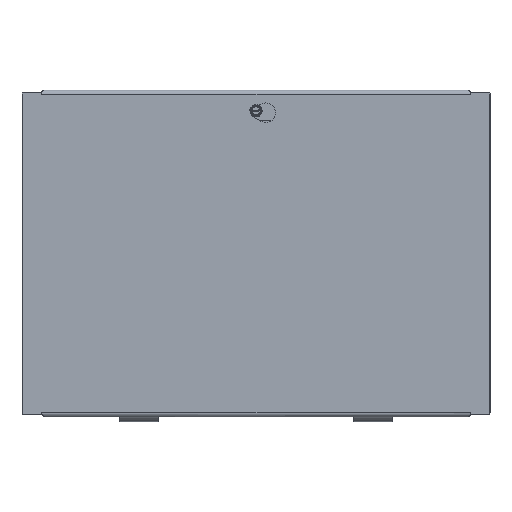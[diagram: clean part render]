
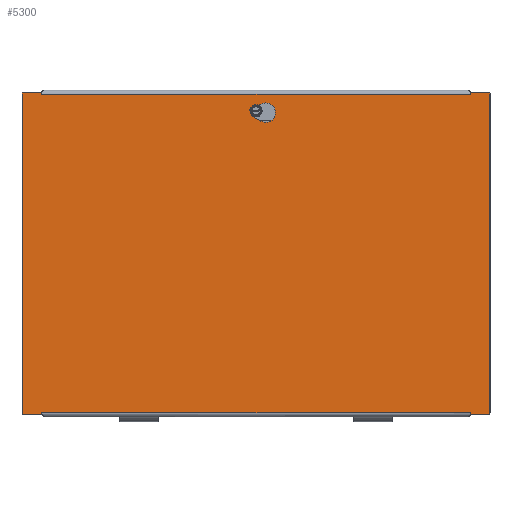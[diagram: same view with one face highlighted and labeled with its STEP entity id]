
A CAD part, top view. The second image highlights one B-rep face of the part: STEP entity #5300.
In plain terms, the highlighted planar face has unit normal (0, 0, 1).
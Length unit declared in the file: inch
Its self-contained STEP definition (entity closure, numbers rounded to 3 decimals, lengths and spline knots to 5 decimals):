
#447=LINE('',#8357,#944);
#451=LINE('',#8369,#948);
#454=LINE('',#8376,#951);
#456=LINE('',#8382,#953);
#459=LINE('',#8389,#956);
#463=LINE('',#8396,#960);
#465=LINE('',#8400,#962);
#466=LINE('',#8402,#963);
#467=LINE('',#8404,#964);
#468=LINE('',#8406,#965);
#469=LINE('',#8408,#966);
#470=LINE('',#8410,#967);
#471=LINE('',#8412,#968);
#472=LINE('',#8414,#969);
#473=LINE('',#8416,#970);
#474=LINE('',#8417,#971);
#475=LINE('',#8419,#972);
#476=LINE('',#8421,#973);
#477=LINE('',#8423,#974);
#478=LINE('',#8425,#975);
#479=LINE('',#8427,#976);
#480=LINE('',#8428,#977);
#944=VECTOR('',#6703,0.21651);
#948=VECTOR('',#6715,0.21651);
#951=VECTOR('',#6726,11.);
#953=VECTOR('',#6734,0.0002);
#956=VECTOR('',#6739,0.03145);
#960=VECTOR('',#6745,0.0002);
#962=VECTOR('',#6749,0.0002);
#963=VECTOR('',#6750,0.0002);
#964=VECTOR('',#6751,0.03145);
#965=VECTOR('',#6752,0.4998);
#966=VECTOR('',#6753,8.232);
#967=VECTOR('',#6754,0.4998);
#968=VECTOR('',#6755,0.03145);
#969=VECTOR('',#6756,0.0002);
#970=VECTOR('',#6757,0.0002);
#971=VECTOR('',#6758,11.);
#972=VECTOR('',#6759,0.0002);
#973=VECTOR('',#6760,0.0002);
#974=VECTOR('',#6761,0.03145);
#975=VECTOR('',#6762,0.4998);
#976=VECTOR('',#6763,8.232);
#977=VECTOR('',#6764,0.4998);
#1239=PLANE('',#5687);
#1366=FACE_BOUND('',#1920,.T.);
#1567=FACE_OUTER_BOUND('',#1919,.T.);
#1919=EDGE_LOOP('',(#4293,#4294,#4295,#4296,#4297,#4298,#4299,#4300,#4301,
#4302,#4303,#4304,#4305,#4306,#4307,#4308,#4309,#4310,#4311,#4312));
#1920=EDGE_LOOP('',(#4313,#4314,#4315,#4316));
#2180=CIRCLE('',#5676,0.25);
#2182=CIRCLE('',#5680,0.125);
#2504=VERTEX_POINT('',#8192);
#2526=VERTEX_POINT('',#8305);
#2529=VERTEX_POINT('',#8318);
#2540=VERTEX_POINT('',#8354);
#2541=VERTEX_POINT('',#8356);
#2543=VERTEX_POINT('',#8362);
#2545=VERTEX_POINT('',#8368);
#2546=VERTEX_POINT('',#8381);
#2548=VERTEX_POINT('',#8387);
#2549=VERTEX_POINT('',#8388);
#2552=VERTEX_POINT('',#8399);
#2553=VERTEX_POINT('',#8401);
#2554=VERTEX_POINT('',#8403);
#2555=VERTEX_POINT('',#8405);
#2556=VERTEX_POINT('',#8407);
#2557=VERTEX_POINT('',#8409);
#2558=VERTEX_POINT('',#8411);
#2559=VERTEX_POINT('',#8413);
#2560=VERTEX_POINT('',#8415);
#2561=VERTEX_POINT('',#8418);
#2562=VERTEX_POINT('',#8420);
#2563=VERTEX_POINT('',#8422);
#2564=VERTEX_POINT('',#8424);
#2565=VERTEX_POINT('',#8426);
#3153=EDGE_CURVE('',#2541,#2540,#447,.T.);
#3156=EDGE_CURVE('',#2543,#2541,#2180,.T.);
#3159=EDGE_CURVE('',#2545,#2543,#451,.T.);
#3162=EDGE_CURVE('',#2540,#2545,#2182,.T.);
#3164=EDGE_CURVE('',#2504,#2529,#454,.T.);
#3166=EDGE_CURVE('',#2546,#2504,#456,.T.);
#3169=EDGE_CURVE('',#2548,#2549,#459,.T.);
#3173=EDGE_CURVE('',#2549,#2546,#463,.T.);
#3175=EDGE_CURVE('',#2529,#2552,#465,.T.);
#3176=EDGE_CURVE('',#2552,#2553,#466,.T.);
#3177=EDGE_CURVE('',#2553,#2554,#467,.T.);
#3178=EDGE_CURVE('',#2555,#2554,#468,.T.);
#3179=EDGE_CURVE('',#2556,#2555,#469,.T.);
#3180=EDGE_CURVE('',#2557,#2556,#470,.T.);
#3181=EDGE_CURVE('',#2557,#2558,#471,.T.);
#3182=EDGE_CURVE('',#2558,#2559,#472,.T.);
#3183=EDGE_CURVE('',#2559,#2560,#473,.T.);
#3184=EDGE_CURVE('',#2560,#2526,#474,.T.);
#3185=EDGE_CURVE('',#2526,#2561,#475,.T.);
#3186=EDGE_CURVE('',#2561,#2562,#476,.T.);
#3187=EDGE_CURVE('',#2562,#2563,#477,.T.);
#3188=EDGE_CURVE('',#2564,#2563,#478,.T.);
#3189=EDGE_CURVE('',#2565,#2564,#479,.T.);
#3190=EDGE_CURVE('',#2548,#2565,#480,.T.);
#4293=ORIENTED_EDGE('',*,*,#3169,.T.);
#4294=ORIENTED_EDGE('',*,*,#3173,.T.);
#4295=ORIENTED_EDGE('',*,*,#3166,.T.);
#4296=ORIENTED_EDGE('',*,*,#3164,.T.);
#4297=ORIENTED_EDGE('',*,*,#3175,.T.);
#4298=ORIENTED_EDGE('',*,*,#3176,.T.);
#4299=ORIENTED_EDGE('',*,*,#3177,.T.);
#4300=ORIENTED_EDGE('',*,*,#3178,.F.);
#4301=ORIENTED_EDGE('',*,*,#3179,.F.);
#4302=ORIENTED_EDGE('',*,*,#3180,.F.);
#4303=ORIENTED_EDGE('',*,*,#3181,.T.);
#4304=ORIENTED_EDGE('',*,*,#3182,.T.);
#4305=ORIENTED_EDGE('',*,*,#3183,.T.);
#4306=ORIENTED_EDGE('',*,*,#3184,.T.);
#4307=ORIENTED_EDGE('',*,*,#3185,.T.);
#4308=ORIENTED_EDGE('',*,*,#3186,.T.);
#4309=ORIENTED_EDGE('',*,*,#3187,.T.);
#4310=ORIENTED_EDGE('',*,*,#3188,.F.);
#4311=ORIENTED_EDGE('',*,*,#3189,.F.);
#4312=ORIENTED_EDGE('',*,*,#3190,.F.);
#4313=ORIENTED_EDGE('',*,*,#3153,.T.);
#4314=ORIENTED_EDGE('',*,*,#3162,.T.);
#4315=ORIENTED_EDGE('',*,*,#3159,.T.);
#4316=ORIENTED_EDGE('',*,*,#3156,.T.);
#5300=ADVANCED_FACE('',(#1567,#1366),#1239,.T.);
#5676=AXIS2_PLACEMENT_3D('',#8363,#6709,#6710);
#5680=AXIS2_PLACEMENT_3D('',#8373,#6721,#6722);
#5687=AXIS2_PLACEMENT_3D('',#8398,#6747,#6748);
#6703=DIRECTION('',(0.866,-0.5,0.));
#6709=DIRECTION('center_axis',(0.,0.,-1.));
#6710=DIRECTION('ref_axis',(0.5,0.866,0.));
#6715=DIRECTION('',(-0.866,-0.5,0.));
#6721=DIRECTION('center_axis',(0.,0.,-1.));
#6722=DIRECTION('ref_axis',(0.5,-0.866,0.));
#6726=DIRECTION('',(-1.,0.,0.));
#6734=DIRECTION('',(0.,1.,0.));
#6739=DIRECTION('',(0.,-1.,0.));
#6745=DIRECTION('',(-1.,0.,0.));
#6747=DIRECTION('center_axis',(0.,0.,1.));
#6748=DIRECTION('ref_axis',(1.,0.,0.));
#6749=DIRECTION('',(0.,-1.,0.));
#6750=DIRECTION('',(-1.,0.,0.));
#6751=DIRECTION('',(0.,1.,0.));
#6752=DIRECTION('',(1.,0.,0.));
#6753=DIRECTION('',(0.,1.,0.));
#6754=DIRECTION('',(-1.,0.,0.));
#6755=DIRECTION('',(0.,1.,0.));
#6756=DIRECTION('',(1.,0.,0.));
#6757=DIRECTION('',(0.,-1.,0.));
#6758=DIRECTION('',(1.,0.,0.));
#6759=DIRECTION('',(0.,1.,0.));
#6760=DIRECTION('',(1.,0.,0.));
#6761=DIRECTION('',(0.,-1.,0.));
#6762=DIRECTION('',(-1.,0.,0.));
#6763=DIRECTION('',(0.,-1.,0.));
#6764=DIRECTION('',(1.,0.,0.));
#8192=CARTESIAN_POINT('',(11.5,8.20075,0.074));
#8305=CARTESIAN_POINT('',(11.5,0.03125,0.074));
#8318=CARTESIAN_POINT('',(0.5,8.20075,0.074));
#8354=CARTESIAN_POINT('',(6.0625,0.61252,0.074));
#8356=CARTESIAN_POINT('',(5.875,0.72077,0.074));
#8357=CARTESIAN_POINT('',(5.28054,1.06399,0.074));
#8362=CARTESIAN_POINT('',(5.875,0.28776,0.074));
#8363=CARTESIAN_POINT('Origin',(5.75,0.50427,0.074));
#8368=CARTESIAN_POINT('',(6.0625,0.39601,0.074));
#8369=CARTESIAN_POINT('',(6.75071,0.79335,0.074));
#8373=CARTESIAN_POINT('Origin',(6.,0.50427,0.074));
#8376=CARTESIAN_POINT('',(8.75,8.20075,0.074));
#8381=CARTESIAN_POINT('',(11.5,8.20055,0.074));
#8382=CARTESIAN_POINT('',(11.5,6.15828,0.074));
#8387=CARTESIAN_POINT('',(11.5002,8.232,0.074));
#8388=CARTESIAN_POINT('',(11.5002,8.20055,0.074));
#8389=CARTESIAN_POINT('',(11.5002,6.174,0.074));
#8396=CARTESIAN_POINT('',(8.7501,8.20055,0.074));
#8398=CARTESIAN_POINT('Origin',(6.,4.116,0.074));
#8399=CARTESIAN_POINT('',(0.5,8.20055,0.074));
#8400=CARTESIAN_POINT('',(0.5,6.174,0.074));
#8401=CARTESIAN_POINT('',(0.4998,8.20055,0.074));
#8402=CARTESIAN_POINT('',(3.25,8.20055,0.074));
#8403=CARTESIAN_POINT('',(0.4998,8.232,0.074));
#8404=CARTESIAN_POINT('',(0.4998,6.15828,0.074));
#8405=CARTESIAN_POINT('',(0.,8.232,0.074));
#8406=CARTESIAN_POINT('',(12.,8.232,0.074));
#8407=CARTESIAN_POINT('',(0.,0.,0.074));
#8408=CARTESIAN_POINT('',(0.,8.232,0.074));
#8409=CARTESIAN_POINT('',(0.4998,0.,0.074));
#8410=CARTESIAN_POINT('',(0.,0.,0.074));
#8411=CARTESIAN_POINT('',(0.4998,0.03145,0.074));
#8412=CARTESIAN_POINT('',(0.4998,2.058,0.074));
#8413=CARTESIAN_POINT('',(0.5,0.03145,0.074));
#8414=CARTESIAN_POINT('',(3.2499,0.03145,0.074));
#8415=CARTESIAN_POINT('',(0.5,0.03125,0.074));
#8416=CARTESIAN_POINT('',(0.5,2.07373,0.074));
#8417=CARTESIAN_POINT('',(3.25,0.03125,0.074));
#8418=CARTESIAN_POINT('',(11.5,0.03145,0.074));
#8419=CARTESIAN_POINT('',(11.5,2.058,0.074));
#8420=CARTESIAN_POINT('',(11.5002,0.03145,0.074));
#8421=CARTESIAN_POINT('',(8.75,0.03145,0.074));
#8422=CARTESIAN_POINT('',(11.5002,0.,0.074));
#8423=CARTESIAN_POINT('',(11.5002,2.07373,0.074));
#8424=CARTESIAN_POINT('',(12.,0.,0.074));
#8425=CARTESIAN_POINT('',(0.,0.,0.074));
#8426=CARTESIAN_POINT('',(12.,8.232,0.074));
#8427=CARTESIAN_POINT('',(12.,0.,0.074));
#8428=CARTESIAN_POINT('',(12.,8.232,0.074));
